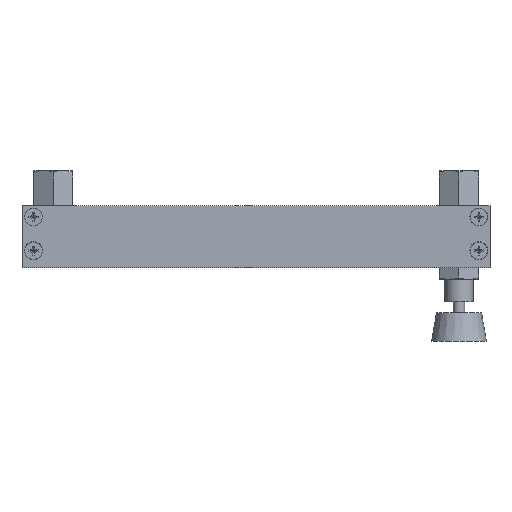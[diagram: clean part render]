
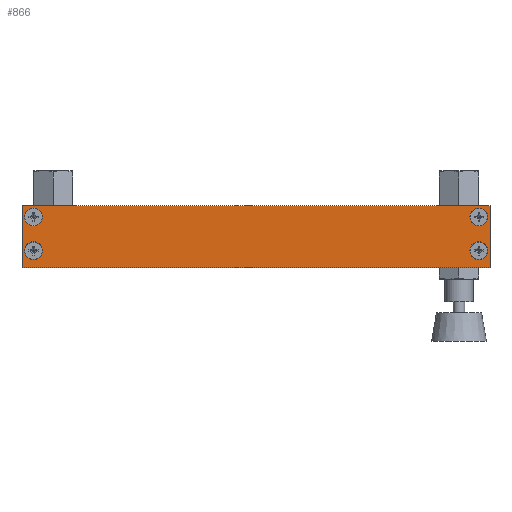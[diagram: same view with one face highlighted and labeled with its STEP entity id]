
A CAD part, top view. The second image highlights one B-rep face of the part: STEP entity #866.
In plain terms, the highlighted planar face has unit normal (0, 0, 1).
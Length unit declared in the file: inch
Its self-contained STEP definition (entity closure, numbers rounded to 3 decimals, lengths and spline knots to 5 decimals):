
#30=DIRECTION('',(0.,-1.,0.));
#31=VECTOR('',#30,1.38);
#32=CARTESIAN_POINT('',(0.,1.38,0.75));
#33=LINE('',#32,#31);
#34=DIRECTION('',(1.,0.,0.));
#35=VECTOR('',#34,10.38);
#36=CARTESIAN_POINT('',(0.,0.,0.75));
#37=LINE('',#36,#35);
#64=DIRECTION('',(1.,0.,0.));
#65=VECTOR('',#64,10.38);
#66=CARTESIAN_POINT('',(0.,1.38,0.75));
#67=LINE('',#66,#65);
#68=CARTESIAN_POINT('',(10.13,1.13,0.75));
#69=DIRECTION('',(0.,0.,-1.));
#70=DIRECTION('',(-1.,0.,0.));
#71=AXIS2_PLACEMENT_3D('',#68,#69,#70);
#73=CARTESIAN_POINT('',(10.13,1.13,0.75));
#74=DIRECTION('',(0.,0.,-1.));
#75=DIRECTION('',(1.,0.,0.));
#76=AXIS2_PLACEMENT_3D('',#73,#74,#75);
#78=CARTESIAN_POINT('',(10.13,0.38,0.75));
#79=DIRECTION('',(0.,0.,-1.));
#80=DIRECTION('',(-1.,0.,0.));
#81=AXIS2_PLACEMENT_3D('',#78,#79,#80);
#83=CARTESIAN_POINT('',(10.13,0.38,0.75));
#84=DIRECTION('',(0.,0.,-1.));
#85=DIRECTION('',(1.,0.,0.));
#86=AXIS2_PLACEMENT_3D('',#83,#84,#85);
#88=CARTESIAN_POINT('',(0.255,0.38,0.75));
#89=DIRECTION('',(0.,0.,-1.));
#90=DIRECTION('',(-1.,0.,0.));
#91=AXIS2_PLACEMENT_3D('',#88,#89,#90);
#93=CARTESIAN_POINT('',(0.255,0.38,0.75));
#94=DIRECTION('',(0.,0.,-1.));
#95=DIRECTION('',(1.,0.,0.));
#96=AXIS2_PLACEMENT_3D('',#93,#94,#95);
#98=CARTESIAN_POINT('',(0.255,1.13,0.75));
#99=DIRECTION('',(0.,0.,-1.));
#100=DIRECTION('',(-1.,0.,0.));
#101=AXIS2_PLACEMENT_3D('',#98,#99,#100);
#103=CARTESIAN_POINT('',(0.255,1.13,0.75));
#104=DIRECTION('',(0.,0.,-1.));
#105=DIRECTION('',(1.,0.,0.));
#106=AXIS2_PLACEMENT_3D('',#103,#104,#105);
#282=DIRECTION('',(0.,-1.,0.));
#283=VECTOR('',#282,1.38);
#284=CARTESIAN_POINT('',(10.38,1.38,0.75));
#285=LINE('',#284,#283);
#598=CARTESIAN_POINT('',(0.,0.,0.75));
#600=VERTEX_POINT('',#598);
#612=CARTESIAN_POINT('',(0.,1.38,0.75));
#613=VERTEX_POINT('',#612);
#614=CARTESIAN_POINT('',(10.38,0.,0.75));
#616=VERTEX_POINT('',#614);
#628=CARTESIAN_POINT('',(10.38,1.38,0.75));
#629=VERTEX_POINT('',#628);
#734=CARTESIAN_POINT('',(9.9335,1.13,0.75));
#735=CARTESIAN_POINT('',(10.3265,1.13,0.75));
#736=VERTEX_POINT('',#734);
#737=VERTEX_POINT('',#735);
#742=CARTESIAN_POINT('',(9.9335,0.38,0.75));
#743=CARTESIAN_POINT('',(10.3265,0.38,0.75));
#744=VERTEX_POINT('',#742);
#745=VERTEX_POINT('',#743);
#750=CARTESIAN_POINT('',(0.0585,0.38,0.75));
#751=CARTESIAN_POINT('',(0.4515,0.38,0.75));
#752=VERTEX_POINT('',#750);
#753=VERTEX_POINT('',#751);
#758=CARTESIAN_POINT('',(0.0585,1.13,0.75));
#759=CARTESIAN_POINT('',(0.4515,1.13,0.75));
#760=VERTEX_POINT('',#758);
#761=VERTEX_POINT('',#759);
#829=CARTESIAN_POINT('',(0.,1.38,0.75));
#830=DIRECTION('',(0.,0.,1.));
#831=DIRECTION('',(0.,-1.,0.));
#832=AXIS2_PLACEMENT_3D('',#829,#830,#831);
#833=PLANE('',#832);
#834=ORIENTED_EDGE('',*,*,#785,.F.);
#836=ORIENTED_EDGE('',*,*,#835,.T.);
#838=ORIENTED_EDGE('',*,*,#837,.T.);
#839=ORIENTED_EDGE('',*,*,#796,.F.);
#840=EDGE_LOOP('',(#834,#836,#838,#839));
#841=FACE_OUTER_BOUND('',#840,.F.);
#843=ORIENTED_EDGE('',*,*,#842,.F.);
#845=ORIENTED_EDGE('',*,*,#844,.F.);
#846=EDGE_LOOP('',(#843,#845));
#847=FACE_BOUND('',#846,.F.);
#849=ORIENTED_EDGE('',*,*,#848,.F.);
#851=ORIENTED_EDGE('',*,*,#850,.F.);
#852=EDGE_LOOP('',(#849,#851));
#853=FACE_BOUND('',#852,.F.);
#855=ORIENTED_EDGE('',*,*,#854,.F.);
#857=ORIENTED_EDGE('',*,*,#856,.F.);
#858=EDGE_LOOP('',(#855,#857));
#859=FACE_BOUND('',#858,.F.);
#861=ORIENTED_EDGE('',*,*,#860,.F.);
#863=ORIENTED_EDGE('',*,*,#862,.F.);
#864=EDGE_LOOP('',(#861,#863));
#865=FACE_BOUND('',#864,.F.);
#866=ADVANCED_FACE('',(#841,#847,#853,#859,#865),#833,.T.);
#72=CIRCLE('',#71,0.1965);
#77=CIRCLE('',#76,0.1965);
#82=CIRCLE('',#81,0.1965);
#87=CIRCLE('',#86,0.1965);
#92=CIRCLE('',#91,0.1965);
#97=CIRCLE('',#96,0.1965);
#102=CIRCLE('',#101,0.1965);
#107=CIRCLE('',#106,0.1965);
#785=EDGE_CURVE('',#613,#600,#33,.T.);
#796=EDGE_CURVE('',#600,#616,#37,.T.);
#835=EDGE_CURVE('',#613,#629,#67,.T.);
#837=EDGE_CURVE('',#629,#616,#285,.T.);
#842=EDGE_CURVE('',#736,#737,#72,.T.);
#844=EDGE_CURVE('',#737,#736,#77,.T.);
#848=EDGE_CURVE('',#744,#745,#82,.T.);
#850=EDGE_CURVE('',#745,#744,#87,.T.);
#854=EDGE_CURVE('',#752,#753,#92,.T.);
#856=EDGE_CURVE('',#753,#752,#97,.T.);
#860=EDGE_CURVE('',#760,#761,#102,.T.);
#862=EDGE_CURVE('',#761,#760,#107,.T.);
